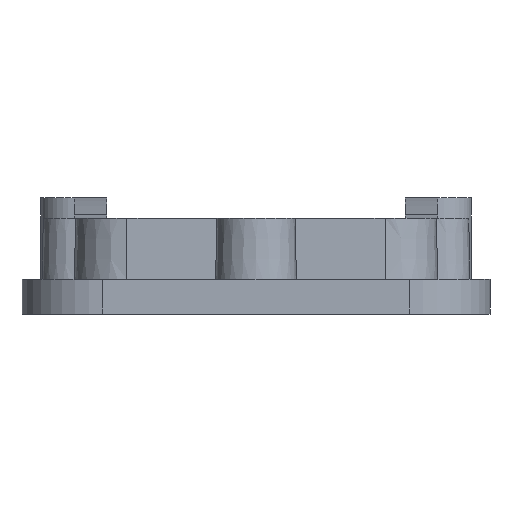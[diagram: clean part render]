
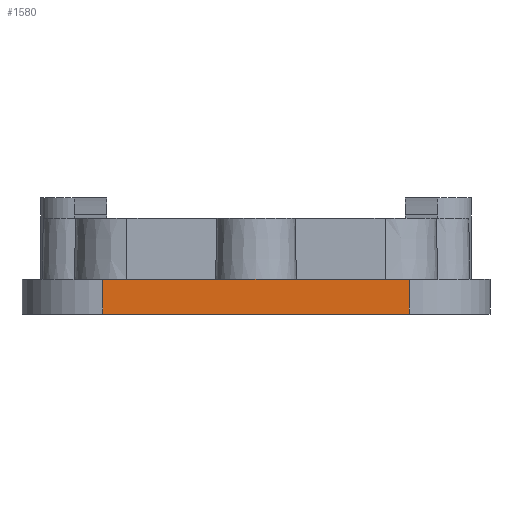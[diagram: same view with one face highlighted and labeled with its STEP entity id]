
A CAD part, front view. The second image highlights one B-rep face of the part: STEP entity #1580.
In plain terms, the highlighted planar face has unit normal (0, -1, 0).
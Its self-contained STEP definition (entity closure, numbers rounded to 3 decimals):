
#1553=AXIS2_PLACEMENT_3D('Plane Axis2P3D',#1550,#1551,#1552) ;
#1519=CARTESIAN_POINT('Vertex',(10.,0.,4.3)) ;
#1535=CARTESIAN_POINT('Vertex',(10.,0.,0.)) ;
#1538=CARTESIAN_POINT('Line Origine',(10.,0.,2.15)) ;
#1550=CARTESIAN_POINT('Axis2P3D Location',(0.,0.,0.)) ;
#1555=CARTESIAN_POINT('Line Origine',(29.,0.,4.3)) ;
#1559=CARTESIAN_POINT('Vertex',(48.,0.,4.3)) ;
#1562=CARTESIAN_POINT('Line Origine',(29.,0.,0.)) ;
#1566=CARTESIAN_POINT('Vertex',(48.,0.,0.)) ;
#1569=CARTESIAN_POINT('Line Origine',(48.,0.,2.15)) ;
#1539=DIRECTION('Vector Direction',(0.,0.,1.)) ;
#1551=DIRECTION('Axis2P3D Direction',(0.,-1.,0.)) ;
#1552=DIRECTION('Axis2P3D XDirection',(1.,0.,0.)) ;
#1556=DIRECTION('Vector Direction',(1.,0.,0.)) ;
#1563=DIRECTION('Vector Direction',(1.,0.,0.)) ;
#1570=DIRECTION('Vector Direction',(0.,0.,1.)) ;
#1540=VECTOR('Line Direction',#1539,1.) ;
#1557=VECTOR('Line Direction',#1556,1.) ;
#1564=VECTOR('Line Direction',#1563,1.) ;
#1571=VECTOR('Line Direction',#1570,1.) ;
#1575=ORIENTED_EDGE('',*,*,#1561,.F.) ;
#1576=ORIENTED_EDGE('',*,*,#1542,.F.) ;
#1577=ORIENTED_EDGE('',*,*,#1568,.T.) ;
#1578=ORIENTED_EDGE('',*,*,#1573,.T.) ;
#1580=ADVANCED_FACE('Hauptk\X2\00F6\X0\rper',(#1579),#1554,.T.) ;
#1542=EDGE_CURVE('',#1536,#1520,#1541,.T.) ;
#1561=EDGE_CURVE('',#1520,#1560,#1558,.T.) ;
#1568=EDGE_CURVE('',#1536,#1567,#1565,.T.) ;
#1573=EDGE_CURVE('',#1567,#1560,#1572,.T.) ;
#1574=EDGE_LOOP('',(#1575,#1576,#1577,#1578)) ;
#1579=FACE_OUTER_BOUND('',#1574,.T.) ;
#1541=LINE('Line',#1538,#1540) ;
#1558=LINE('Line',#1555,#1557) ;
#1565=LINE('Line',#1562,#1564) ;
#1572=LINE('Line',#1569,#1571) ;
#1554=PLANE('',#1553) ;
#1520=VERTEX_POINT('',#1519) ;
#1536=VERTEX_POINT('',#1535) ;
#1560=VERTEX_POINT('',#1559) ;
#1567=VERTEX_POINT('',#1566) ;
